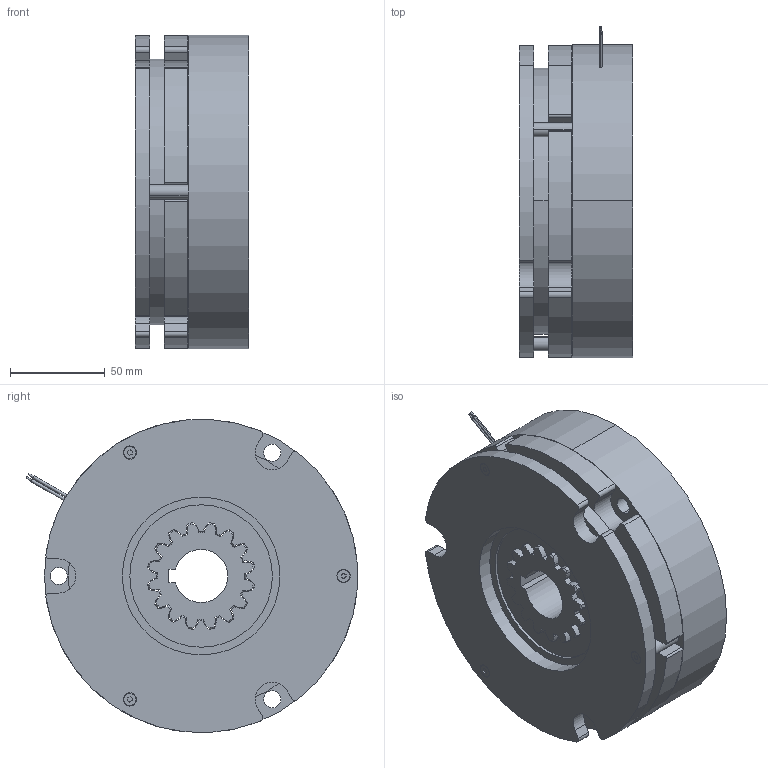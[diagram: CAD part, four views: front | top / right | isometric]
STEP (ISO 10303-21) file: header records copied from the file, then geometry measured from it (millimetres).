
FILE_DESCRIPTION (( 'STEP AP203' ), '1' );
FILE_NAME ('650_TSEB_WebAssy.STEP', '2020-07-15T15:54:26', ( '' ), ( '' ), 'SwSTEP 2.0', 'SolidWorks 2020', '' );
FILE_SCHEMA (( 'CONFIG_CONTROL_DESIGN' ));
Length unit declared in the file: inch
Products named in the file (1): 650_TSEB_WebAssy
Bounding box: 60 x 174.62 x 165 mm (x, y, z)
Volume: 1046453.5 mm3; surface area: 191925.2 mm2
Topology: 13 solids, 13 shells, 394 faces, 1063 edges, 705 vertices
Faces by surface type: cylinder 239, cone 80, plane 75
Entity records: 12881 total; most frequent: CARTESIAN_POINT 2553, DIRECTION 2284, ORIENTED_EDGE 2126, EDGE_CURVE 1063, AXIS2_PLACEMENT_3D 956, VERTEX_POINT 705, CIRCLE 561, EDGE_LOOP 432
